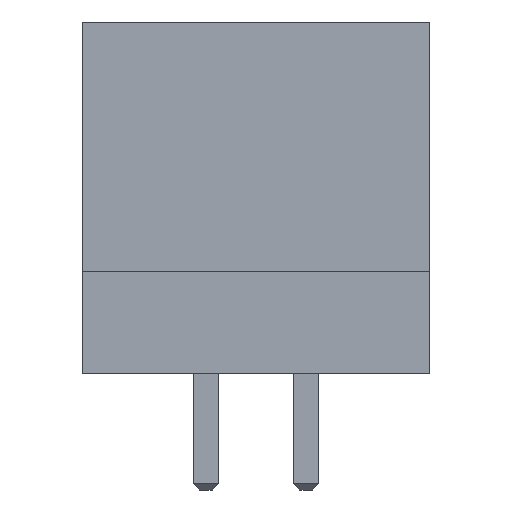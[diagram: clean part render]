
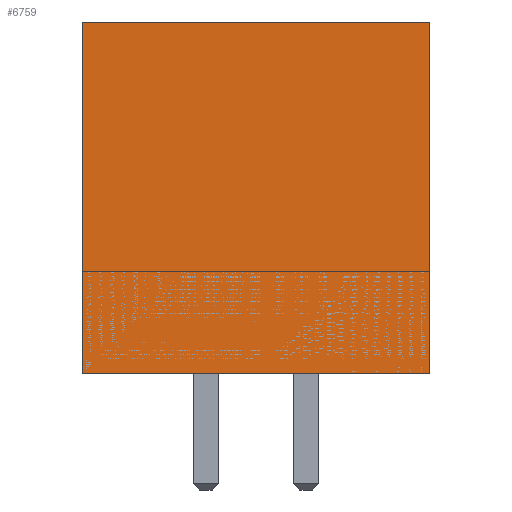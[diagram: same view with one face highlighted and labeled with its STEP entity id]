
A CAD part, front view. The second image highlights one B-rep face of the part: STEP entity #6759.
In plain terms, the highlighted planar face has unit normal (0, -1, 0).
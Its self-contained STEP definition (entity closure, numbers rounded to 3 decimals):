
#393=FACE_OUTER_BOUND('',#797,.T.);
#797=EDGE_LOOP('',(#5415,#5416,#5417,#5418));
#1563=LINE('',#10219,#2443);
#1571=LINE('',#10234,#2451);
#1574=LINE('',#10240,#2454);
#1575=LINE('',#10241,#2455);
#2443=VECTOR('',#8486,10.);
#2451=VECTOR('',#8502,10.);
#2454=VECTOR('',#8507,10.);
#2455=VECTOR('',#8508,10.);
#3063=VERTEX_POINT('',#10216);
#3064=VERTEX_POINT('',#10218);
#3067=VERTEX_POINT('',#10232);
#3069=VERTEX_POINT('',#10239);
#3867=EDGE_CURVE('',#3063,#3064,#1563,.T.);
#3875=EDGE_CURVE('',#3063,#3067,#1571,.T.);
#3878=EDGE_CURVE('',#3069,#3067,#1574,.T.);
#3879=EDGE_CURVE('',#3064,#3069,#1575,.T.);
#5415=ORIENTED_EDGE('',*,*,#3875,.T.);
#5416=ORIENTED_EDGE('',*,*,#3878,.F.);
#5417=ORIENTED_EDGE('',*,*,#3879,.F.);
#5418=ORIENTED_EDGE('',*,*,#3867,.F.);
#6145=PLANE('',#7162);
#6759=ADVANCED_FACE('',(#393),#6145,.T.);
#7162=AXIS2_PLACEMENT_3D('',#10238,#8505,#8506);
#8486=DIRECTION('',(-1.,0.,0.));
#8502=DIRECTION('',(0.,0.,1.));
#8505=DIRECTION('center_axis',(0.,-1.,0.));
#8506=DIRECTION('ref_axis',(1.,0.,0.));
#8507=DIRECTION('',(1.,0.,0.));
#8508=DIRECTION('',(0.,0.,1.));
#10216=CARTESIAN_POINT('',(5.67,-22.89,-0.06));
#10218=CARTESIAN_POINT('',(-3.13,-22.89,-0.06));
#10219=CARTESIAN_POINT('',(1.27,-22.89,-0.06));
#10232=CARTESIAN_POINT('',(5.67,-22.89,8.84));
#10234=CARTESIAN_POINT('',(5.67,-22.89,2.54));
#10238=CARTESIAN_POINT('Origin',(-3.13,-22.89,2.54));
#10239=CARTESIAN_POINT('',(-3.13,-22.89,8.84));
#10240=CARTESIAN_POINT('',(5.67,-22.89,8.84));
#10241=CARTESIAN_POINT('',(-3.13,-22.89,2.54));
